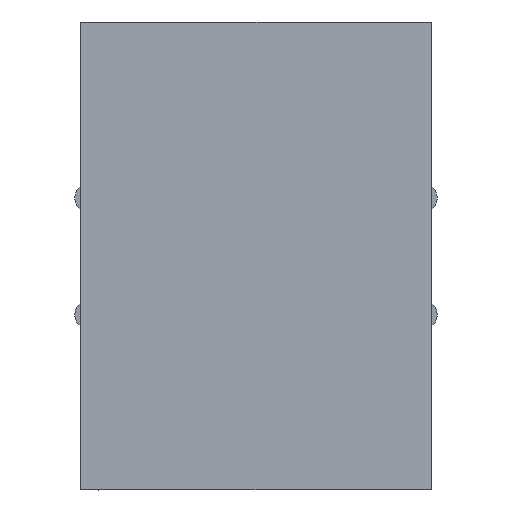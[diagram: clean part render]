
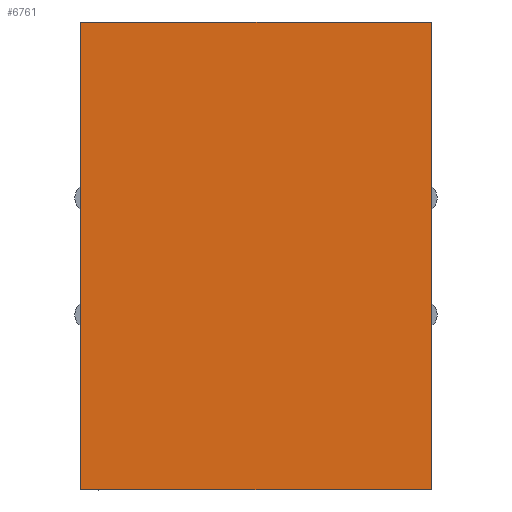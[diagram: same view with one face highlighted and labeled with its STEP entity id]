
A CAD part, top view. The second image highlights one B-rep face of the part: STEP entity #6761.
In plain terms, the highlighted planar face has unit normal (0, 0, 1).
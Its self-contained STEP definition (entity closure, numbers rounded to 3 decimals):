
#449=LINE('',#10485,#1211);
#479=LINE('',#10586,#1241);
#480=LINE('',#10588,#1242);
#481=LINE('',#10589,#1243);
#1211=VECTOR('',#8373,1000.);
#1241=VECTOR('',#8445,1000.);
#1242=VECTOR('',#8448,1000.);
#1243=VECTOR('',#8449,1000.);
#2520=ORIENTED_EDGE('',*,*,#4107,.T.);
#2521=ORIENTED_EDGE('',*,*,#4158,.F.);
#2522=ORIENTED_EDGE('',*,*,#4157,.F.);
#2523=ORIENTED_EDGE('',*,*,#4159,.T.);
#4107=EDGE_CURVE('',#4982,#4980,#449,.T.);
#4157=EDGE_CURVE('',#5031,#5006,#479,.T.);
#4158=EDGE_CURVE('',#5006,#4980,#480,.T.);
#4159=EDGE_CURVE('',#5031,#4982,#481,.T.);
#4980=VERTEX_POINT('',#10483);
#4982=VERTEX_POINT('',#10486);
#5006=VERTEX_POINT('',#10536);
#5031=VERTEX_POINT('',#10585);
#5736=EDGE_LOOP('',(#2520,#2521,#2522,#2523));
#6120=FACE_BOUND('',#5736,.T.);
#6450=PLANE('',#7310);
#6761=ADVANCED_FACE('',(#6120),#6450,.F.);
#7310=AXIS2_PLACEMENT_3D('',#10587,#8446,#8447);
#8373=DIRECTION('',(0.,1.,0.));
#8445=DIRECTION('',(0.,1.,0.));
#8446=DIRECTION('',(0.,0.,-1.));
#8447=DIRECTION('',(0.,1.,0.));
#8448=DIRECTION('',(1.,0.,0.));
#8449=DIRECTION('',(1.,0.,0.));
#10483=CARTESIAN_POINT('',(4.,3.,2.923));
#10485=CARTESIAN_POINT('',(4.,-3.,2.923));
#10486=CARTESIAN_POINT('',(4.,-3.,2.923));
#10536=CARTESIAN_POINT('',(-4.,3.,2.923));
#10585=CARTESIAN_POINT('',(-4.,-3.,2.923));
#10586=CARTESIAN_POINT('',(-4.,-3.,2.923));
#10587=CARTESIAN_POINT('',(-4.,-3.,2.923));
#10588=CARTESIAN_POINT('',(-4.,3.,2.923));
#10589=CARTESIAN_POINT('',(-4.,-3.,2.923));
